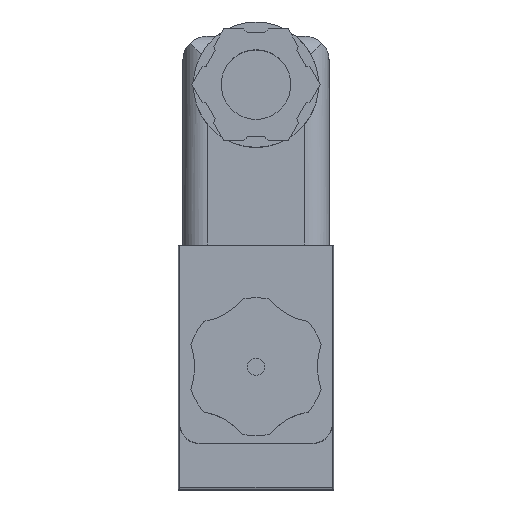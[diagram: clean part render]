
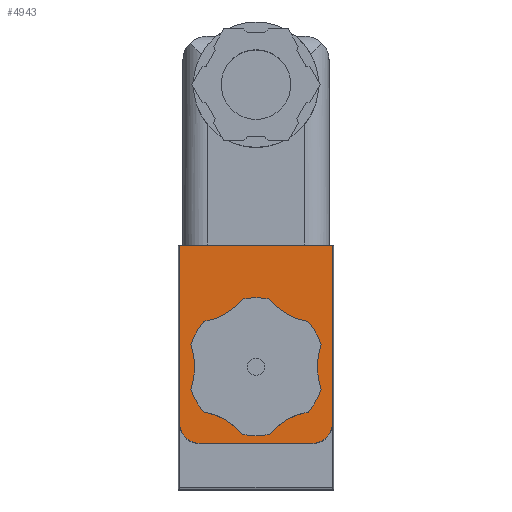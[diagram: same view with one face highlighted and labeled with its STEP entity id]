
A CAD part, top view. The second image highlights one B-rep face of the part: STEP entity #4943.
In plain terms, the highlighted planar face has unit normal (0, 0, 1).
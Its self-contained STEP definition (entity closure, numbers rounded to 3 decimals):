
#155=PLANE('',#5397);
#580=LINE('',#8086,#1062);
#584=LINE('',#8096,#1066);
#587=LINE('',#8104,#1069);
#590=LINE('',#8113,#1072);
#1062=VECTOR('',#6563,1000.);
#1066=VECTOR('',#6573,1000.);
#1069=VECTOR('',#6582,1000.);
#1072=VECTOR('',#6591,1000.);
#2163=ORIENTED_EDGE('',*,*,#3091,.T.);
#2164=ORIENTED_EDGE('',*,*,#3094,.T.);
#2165=ORIENTED_EDGE('',*,*,#3096,.T.);
#2166=ORIENTED_EDGE('',*,*,#3098,.T.);
#2167=ORIENTED_EDGE('',*,*,#3100,.T.);
#2168=ORIENTED_EDGE('',*,*,#3105,.T.);
#2169=ORIENTED_EDGE('',*,*,#3106,.F.);
#3091=EDGE_CURVE('',#3645,#3644,#580,.T.);
#3094=EDGE_CURVE('',#3644,#3646,#3897,.T.);
#3096=EDGE_CURVE('',#3646,#3647,#584,.T.);
#3098=EDGE_CURVE('',#3647,#3648,#3898,.T.);
#3100=EDGE_CURVE('',#3648,#3649,#587,.T.);
#3105=EDGE_CURVE('',#3649,#3645,#590,.T.);
#3106=EDGE_CURVE('',#3653,#3653,#3901,.T.);
#3644=VERTEX_POINT('',#8085);
#3645=VERTEX_POINT('',#8087);
#3646=VERTEX_POINT('',#8091);
#3647=VERTEX_POINT('',#8095);
#3648=VERTEX_POINT('',#8099);
#3649=VERTEX_POINT('',#8103);
#3653=VERTEX_POINT('',#8116);
#3897=CIRCLE('',#5389,3.);
#3898=CIRCLE('',#5392,3.);
#3901=CIRCLE('',#5398,7.5);
#4195=EDGE_LOOP('',(#2163,#2164,#2165,#2166,#2167,#2168));
#4196=EDGE_LOOP('',(#2169));
#4549=FACE_BOUND('',#4195,.T.);
#4550=FACE_BOUND('',#4196,.T.);
#4943=ADVANCED_FACE('',(#4549,#4550),#155,.T.);
#5389=AXIS2_PLACEMENT_3D('',#8092,#6568,#6569);
#5392=AXIS2_PLACEMENT_3D('',#8100,#6577,#6578);
#5397=AXIS2_PLACEMENT_3D('',#8114,#6592,#6593);
#5398=AXIS2_PLACEMENT_3D('',#8115,#6594,#6595);
#6563=DIRECTION('',(0.,-1.,0.));
#6568=DIRECTION('',(0.,0.,1.));
#6569=DIRECTION('',(1.,0.,0.));
#6573=DIRECTION('',(1.,0.,0.));
#6577=DIRECTION('',(0.,0.,1.));
#6578=DIRECTION('',(1.,0.,0.));
#6582=DIRECTION('',(0.,1.,0.));
#6591=DIRECTION('',(-1.,0.,0.));
#6592=DIRECTION('',(0.,0.,1.));
#6593=DIRECTION('',(1.,0.,0.));
#6594=DIRECTION('',(0.,0.,1.));
#6595=DIRECTION('',(1.,0.,0.));
#8085=CARTESIAN_POINT('',(-11.,-8.,47.));
#8086=CARTESIAN_POINT('',(-11.,17.5,47.));
#8087=CARTESIAN_POINT('',(-11.,17.5,47.));
#8091=CARTESIAN_POINT('',(-8.,-11.,47.));
#8092=CARTESIAN_POINT('',(-8.,-8.,47.));
#8095=CARTESIAN_POINT('',(8.,-11.,47.));
#8096=CARTESIAN_POINT('',(-8.,-11.,47.));
#8099=CARTESIAN_POINT('',(11.,-8.,47.));
#8100=CARTESIAN_POINT('',(8.,-8.,47.));
#8103=CARTESIAN_POINT('',(11.,17.5,47.));
#8104=CARTESIAN_POINT('',(11.,-8.,47.));
#8113=CARTESIAN_POINT('',(11.,17.5,47.));
#8114=CARTESIAN_POINT('',(-8.,-8.,47.));
#8115=CARTESIAN_POINT('',(0.,0.,47.));
#8116=CARTESIAN_POINT('',(7.5,0.,47.));
